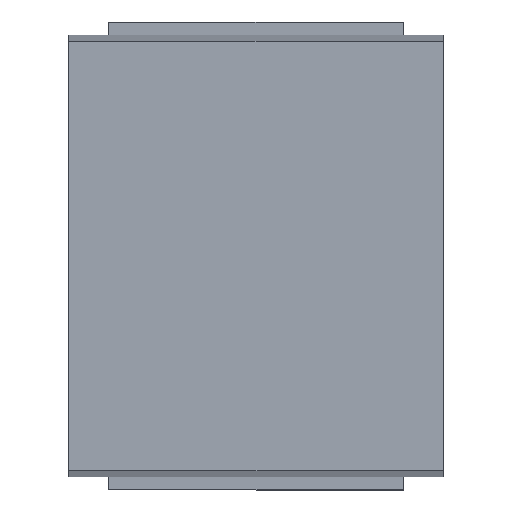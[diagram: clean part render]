
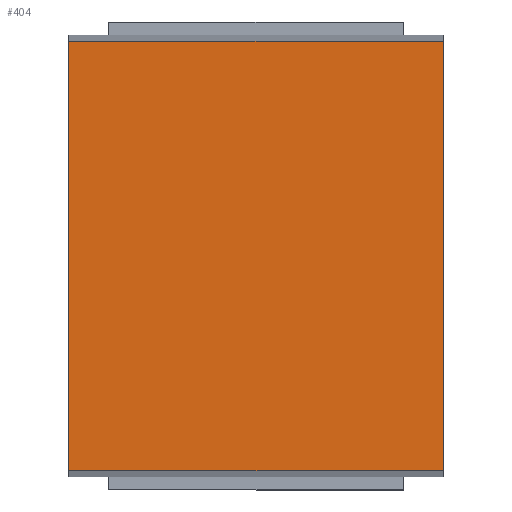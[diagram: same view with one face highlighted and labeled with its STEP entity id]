
A CAD part, front view. The second image highlights one B-rep face of the part: STEP entity #404.
In plain terms, the highlighted face is planar.
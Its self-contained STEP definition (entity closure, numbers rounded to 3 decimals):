
#43=FACE_OUTER_BOUND('',#64,.T.);
#64=EDGE_LOOP('',(#313,#314,#315,#316));
#89=LINE('',#586,#138);
#100=LINE('',#608,#149);
#102=LINE('',#611,#151);
#103=LINE('',#613,#152);
#138=VECTOR('',#470,3.213);
#149=VECTOR('',#491,3.213);
#151=VECTOR('',#495,2.8);
#152=VECTOR('',#498,2.8);
#184=VERTEX_POINT('',#583);
#185=VERTEX_POINT('',#585);
#190=VERTEX_POINT('',#605);
#191=VERTEX_POINT('',#607);
#221=EDGE_CURVE('',#185,#184,#89,.T.);
#232=EDGE_CURVE('',#191,#190,#100,.T.);
#234=EDGE_CURVE('',#184,#191,#102,.F.);
#235=EDGE_CURVE('',#190,#185,#103,.F.);
#313=ORIENTED_EDGE('',*,*,#235,.T.);
#314=ORIENTED_EDGE('',*,*,#221,.T.);
#315=ORIENTED_EDGE('',*,*,#234,.T.);
#316=ORIENTED_EDGE('',*,*,#232,.T.);
#370=PLANE('',#428);
#404=ADVANCED_FACE('',(#43),#370,.T.);
#428=AXIS2_PLACEMENT_3D('',#614,#499,#500);
#470=DIRECTION('',(0.,0.,-1.));
#491=DIRECTION('',(0.,0.,1.));
#495=DIRECTION('',(1.,0.,0.));
#498=DIRECTION('',(-1.,0.,0.));
#499=DIRECTION('center_axis',(0.,1.,0.));
#500=DIRECTION('ref_axis',(0.,0.,1.));
#583=CARTESIAN_POINT('',(1.4,0.5,-1.606));
#585=CARTESIAN_POINT('',(1.4,0.5,1.606));
#586=CARTESIAN_POINT('',(1.4,0.5,1.65));
#605=CARTESIAN_POINT('',(-1.4,0.5,1.606));
#607=CARTESIAN_POINT('',(-1.4,0.5,-1.606));
#608=CARTESIAN_POINT('',(-1.4,0.5,-1.65));
#611=CARTESIAN_POINT('',(0.7,0.5,-1.606));
#613=CARTESIAN_POINT('',(-0.7,0.5,1.606));
#614=CARTESIAN_POINT('Origin',(0.,0.5,0.));
